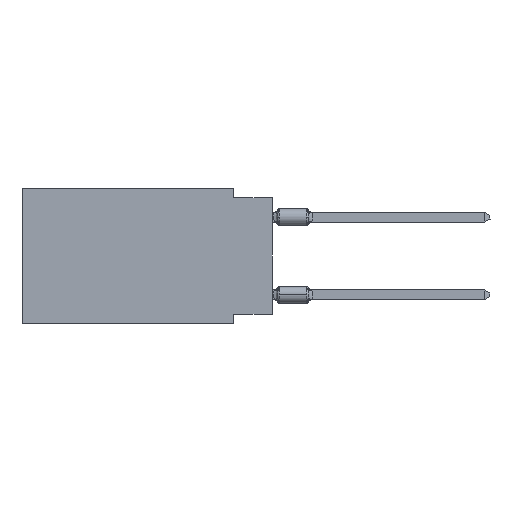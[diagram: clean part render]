
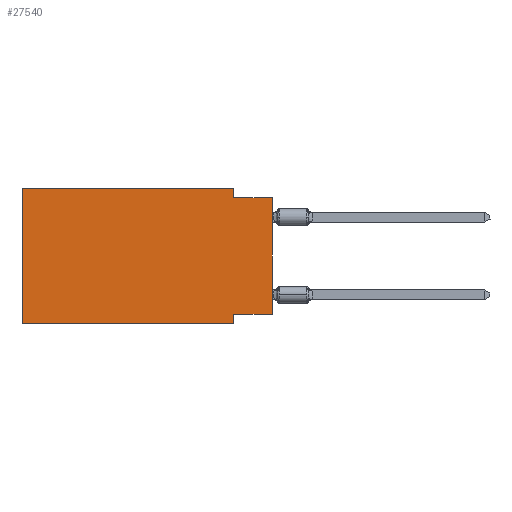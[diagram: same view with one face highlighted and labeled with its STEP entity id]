
A CAD part, left-side view. The second image highlights one B-rep face of the part: STEP entity #27540.
In plain terms, the highlighted planar face has unit normal (-1, 0, 0).
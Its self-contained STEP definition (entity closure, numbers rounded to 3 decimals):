
#692 = EDGE_CURVE ( 'NONE', #41496, #50044, #31733, .T. ) ;
#852 = VECTOR ( 'NONE', #33955, 1000. ) ;
#2277 = FACE_OUTER_BOUND ( 'NONE', #24931, .T. ) ;
#2740 = VERTEX_POINT ( 'NONE', #31362 ) ;
#3049 = LINE ( 'NONE', #15553, #9886 ) ;
#4322 = CARTESIAN_POINT ( 'NONE',  ( 0., 2.54, -8.89 ) ) ;
#4524 = CARTESIAN_POINT ( 'NONE',  ( 0., 0., -0.635 ) ) ;
#4870 = LINE ( 'NONE', #21439, #41370 ) ;
#5213 = EDGE_CURVE ( 'NONE', #35744, #36905, #13568, .T. ) ;
#5514 = CARTESIAN_POINT ( 'NONE',  ( 0., 16.383, 0. ) ) ;
#6579 = CARTESIAN_POINT ( 'NONE',  ( 0., 16.383, -8.89 ) ) ;
#8782 = VERTEX_POINT ( 'NONE', #9049 ) ;
#9049 = CARTESIAN_POINT ( 'NONE',  ( 0., 0., -8.255 ) ) ;
#9673 = CARTESIAN_POINT ( 'NONE',  ( 0., 16.383, 0. ) ) ;
#9674 = VECTOR ( 'NONE', #19785, 1000. ) ;
#9886 = VECTOR ( 'NONE', #35113, 1000. ) ;
#10079 = EDGE_CURVE ( 'NONE', #36905, #41496, #14480, .T. ) ;
#10308 = DIRECTION ( 'NONE',  ( 0., 1., 0. ) ) ;
#11991 = VERTEX_POINT ( 'NONE', #4322 ) ;
#12092 = CARTESIAN_POINT ( 'NONE',  ( 0., 2.54, -0.635 ) ) ;
#12339 = DIRECTION ( 'NONE',  ( 0., -1., 0. ) ) ;
#12928 = DIRECTION ( 'NONE',  ( 0., -1., 0. ) ) ;
#13294 = LINE ( 'NONE', #47500, #19782 ) ;
#13568 = LINE ( 'NONE', #20944, #852 ) ;
#13845 = DIRECTION ( 'NONE',  ( 0., 0., 1. ) ) ;
#14480 = LINE ( 'NONE', #5514, #19072 ) ;
#14514 = DIRECTION ( 'NONE',  ( 1., 0., 0. ) ) ;
#15543 = ORIENTED_EDGE ( 'NONE', *, *, #29030, .F. ) ;
#15553 = CARTESIAN_POINT ( 'NONE',  ( 0., 2.54, -8.89 ) ) ;
#16687 = CARTESIAN_POINT ( 'NONE',  ( 0., 16.383, -8.89 ) ) ;
#19072 = VECTOR ( 'NONE', #47338, 1000. ) ;
#19228 = CARTESIAN_POINT ( 'NONE',  ( 0., 2.54, 0. ) ) ;
#19768 = ORIENTED_EDGE ( 'NONE', *, *, #23149, .T. ) ;
#19773 = ORIENTED_EDGE ( 'NONE', *, *, #35670, .F. ) ;
#19782 = VECTOR ( 'NONE', #10308, 1000. ) ;
#19785 = DIRECTION ( 'NONE',  ( 0., 0., -1. ) ) ;
#20544 = LINE ( 'NONE', #4524, #46795 ) ;
#20944 = CARTESIAN_POINT ( 'NONE',  ( 0., 16.383, 0. ) ) ;
#21439 = CARTESIAN_POINT ( 'NONE',  ( 0., 0., 0. ) ) ;
#22207 = ORIENTED_EDGE ( 'NONE', *, *, #5213, .F. ) ;
#22407 = PLANE ( 'NONE',  #41485 ) ;
#22838 = ORIENTED_EDGE ( 'NONE', *, *, #24244, .F. ) ;
#23149 = EDGE_CURVE ( 'NONE', #8782, #39061, #4870, .T. ) ;
#24244 = EDGE_CURVE ( 'NONE', #8782, #2740, #13294, .T. ) ;
#24931 = EDGE_LOOP ( 'NONE', ( #19768, #15543, #50279, #43238, #22207, #25936, #19773, #22838 ) ) ;
#25936 = ORIENTED_EDGE ( 'NONE', *, *, #34044, .T. ) ;
#27540 = ADVANCED_FACE ( 'NONE', ( #2277 ), #22407, .F. ) ;
#29030 = EDGE_CURVE ( 'NONE', #50044, #39061, #20544, .T. ) ;
#31362 = CARTESIAN_POINT ( 'NONE',  ( 0., 2.54, -8.255 ) ) ;
#31733 = LINE ( 'NONE', #44491, #9674 ) ;
#33201 = VECTOR ( 'NONE', #12339, 1000. ) ;
#33955 = DIRECTION ( 'NONE',  ( 0., 0., 1. ) ) ;
#34044 = EDGE_CURVE ( 'NONE', #35744, #11991, #45706, .T. ) ;
#34897 = DIRECTION ( 'NONE',  ( 0., 0., -1. ) ) ;
#35113 = DIRECTION ( 'NONE',  ( 0., 0., -1. ) ) ;
#35670 = EDGE_CURVE ( 'NONE', #2740, #11991, #3049, .T. ) ;
#35744 = VERTEX_POINT ( 'NONE', #6579 ) ;
#36905 = VERTEX_POINT ( 'NONE', #9673 ) ;
#38965 = CARTESIAN_POINT ( 'NONE',  ( 0., 16.383, 0. ) ) ;
#39061 = VERTEX_POINT ( 'NONE', #52589 ) ;
#41370 = VECTOR ( 'NONE', #13845, 1000. ) ;
#41485 = AXIS2_PLACEMENT_3D ( 'NONE', #38965, #14514, #34897 ) ;
#41496 = VERTEX_POINT ( 'NONE', #19228 ) ;
#43238 = ORIENTED_EDGE ( 'NONE', *, *, #10079, .F. ) ;
#44491 = CARTESIAN_POINT ( 'NONE',  ( 0., 2.54, 0. ) ) ;
#45706 = LINE ( 'NONE', #16687, #33201 ) ;
#46795 = VECTOR ( 'NONE', #12928, 1000. ) ;
#47338 = DIRECTION ( 'NONE',  ( 0., -1., 0. ) ) ;
#47500 = CARTESIAN_POINT ( 'NONE',  ( 0., 0., -8.255 ) ) ;
#50044 = VERTEX_POINT ( 'NONE', #12092 ) ;
#50279 = ORIENTED_EDGE ( 'NONE', *, *, #692, .F. ) ;
#52589 = CARTESIAN_POINT ( 'NONE',  ( 0., 0., -0.635 ) ) ;
